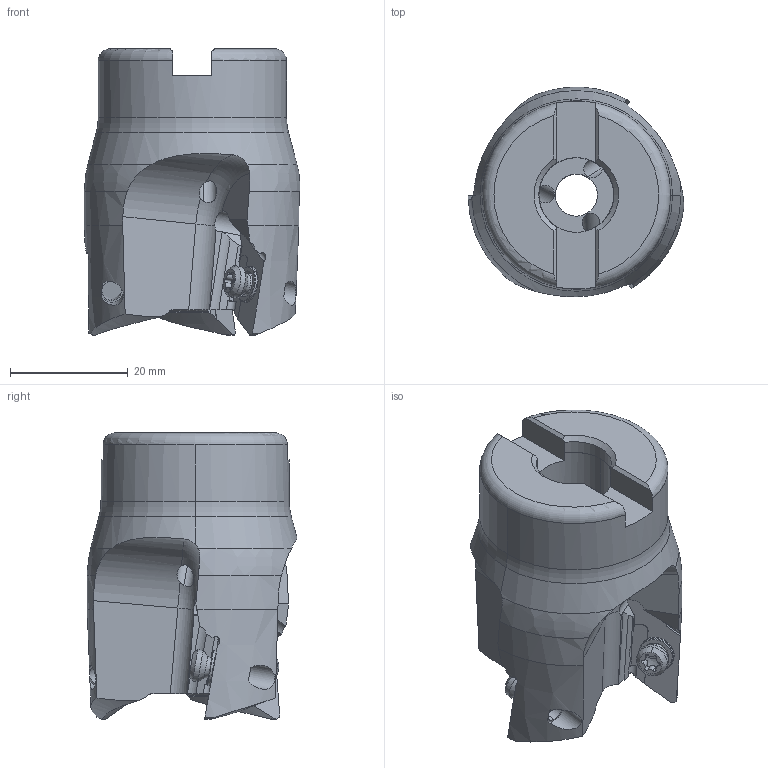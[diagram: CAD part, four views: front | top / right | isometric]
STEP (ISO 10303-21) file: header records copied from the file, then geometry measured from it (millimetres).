
FILE_DESCRIPTION(/* description */ (''),/* implementation_level */ '2;1');
FILE_NAME(/* name */ 'BXD4000R1503.stp',/* time_stamp */ '2021-09-08T11:40:24+09:00',/* author */ (''),/* organization */ (''),/* preprocessor_version */ 'ST-DEVELOPER v16',/* originating_system */ 'SIEMENS PLM Software NX 10.0',/* authorisation */ '');
FILE_SCHEMA (('AUTOMOTIVE_DESIGN { 1 0 10303 214 3 1 1 1 }'));
Length unit declared in the file: millimetre
Products named in the file (1): BXD4000R1503_ASM
Bounding box: 36.63 x 35.67 x 48.63 mm (x, y, z)
Volume: 26321.1 mm3; surface area: 9346.5 mm2
Topology: 4 solids, 4 shells, 307 faces, 962 edges, 674 vertices
Faces by surface type: cylinder 129, plane 89, cone 57, torus 23, sphere 6, bspline 3
Entity records: 13709 total; most frequent: CARTESIAN_POINT 4962, ORIENTED_EDGE 1912, DIRECTION 1764, EDGE_CURVE 956, AXIS2_PLACEMENT_3D 729, VERTEX_POINT 655, CIRCLE 357, EDGE_LOOP 319
